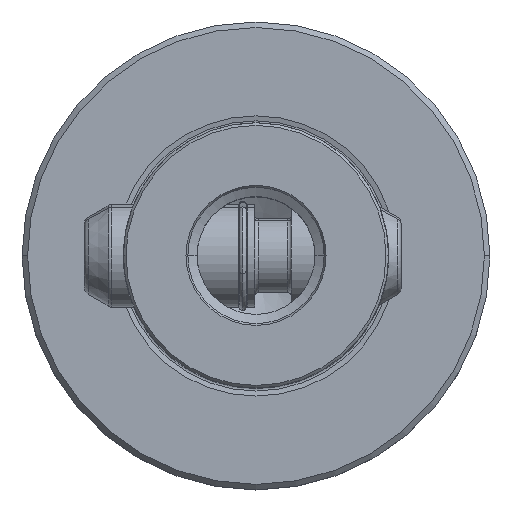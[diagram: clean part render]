
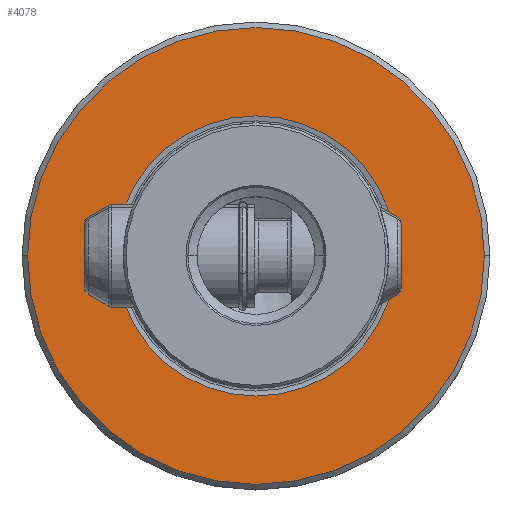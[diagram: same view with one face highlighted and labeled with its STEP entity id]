
A CAD part, top view. The second image highlights one B-rep face of the part: STEP entity #4078.
In plain terms, the highlighted planar face has unit normal (0, 0, 1).
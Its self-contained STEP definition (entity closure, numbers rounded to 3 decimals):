
#2820=EDGE_CURVE('NONE',#3566,#4004,#6742,.T.);
#2942=EDGE_CURVE('NONE',#4004,#3566,#6876,.T.);
#3102=VERTEX_POINT('NONE',#7052);
#3274=VERTEX_POINT('NONE',#7243);
#3276=EDGE_CURVE('NONE',#3274,#3102,#7245,.F.);
#3566=VERTEX_POINT('NONE',#7566);
#3734=EDGE_CURVE('NONE',#3102,#3274,#7751,.T.);
#4004=VERTEX_POINT('NONE',#8047);
#4078=ADVANCED_FACE('NONE',(#8127,#8128),#8129,.T.);
#6742=CIRCLE('',#17717,31.0);
#6876=CIRCLE('',#19065,31.0);
#7052=CARTESIAN_POINT('',(19.012,0.,0.0));
#7243=CARTESIAN_POINT('',(-19.012,0.,0.0));
#7245=CIRCLE('',#19805,19.012);
#7566=CARTESIAN_POINT('',(31.0,0.,0.0));
#7751=CIRCLE('',#22290,19.012);
#8047=CARTESIAN_POINT('',(-31.0,0.,0.0));
#8127=FACE_OUTER_BOUND('',#22965,.T.);
#8128=FACE_BOUND('',#22966,.T.);
#8129=PLANE('',#22967);
#17717=AXIS2_PLACEMENT_3D('',#57341,#57342,#57343);
#19065=AXIS2_PLACEMENT_3D('',#57477,#57478,#57479);
#19805=AXIS2_PLACEMENT_3D('',#57893,#57894,#57895);
#22290=AXIS2_PLACEMENT_3D('',#58501,#58502,#58503);
#22965=EDGE_LOOP('',(#58879,#58880));
#22966=EDGE_LOOP('',(#58881,#58882));
#22967=AXIS2_PLACEMENT_3D('',#58883,#58884,#58885);
#57341=CARTESIAN_POINT('',(0.0,0.0,0.0));
#57342=DIRECTION('',(0.0,0.0,-1.0));
#57343=DIRECTION('',(-1.0,0.,0.0));
#57477=CARTESIAN_POINT('',(0.0,0.0,0.0));
#57478=DIRECTION('',(0.0,0.0,-1.0));
#57479=DIRECTION('',(-1.0,0.,0.0));
#57893=CARTESIAN_POINT('',(0.0,0.0,0.0));
#57894=DIRECTION('',(0.0,0.0,-1.0));
#57895=DIRECTION('',(1.0,0.,0.0));
#58501=CARTESIAN_POINT('',(0.0,0.0,0.0));
#58502=DIRECTION('',(-0.0,0.0,1.0));
#58503=DIRECTION('',(1.0,0.,0.0));
#58879=ORIENTED_EDGE('',*,*,#2942,.F.);
#58880=ORIENTED_EDGE('',*,*,#2820,.F.);
#58881=ORIENTED_EDGE('',*,*,#3734,.F.);
#58882=ORIENTED_EDGE('',*,*,#3276,.F.);
#58883=CARTESIAN_POINT('',(-18.0,0.0,0.0));
#58884=DIRECTION('',(-0.0,0.0,1.0));
#58885=DIRECTION('',(0.0,1.0,0.0));
